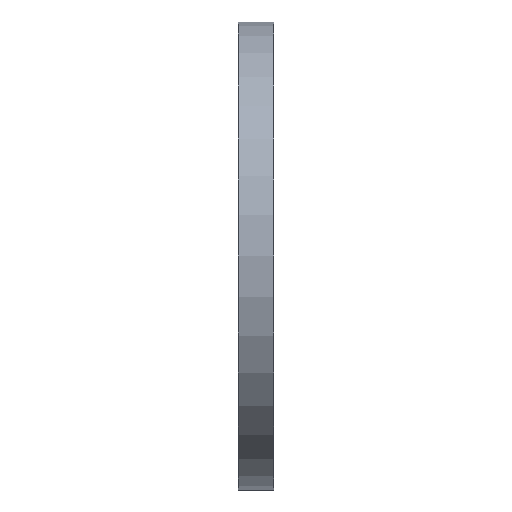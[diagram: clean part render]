
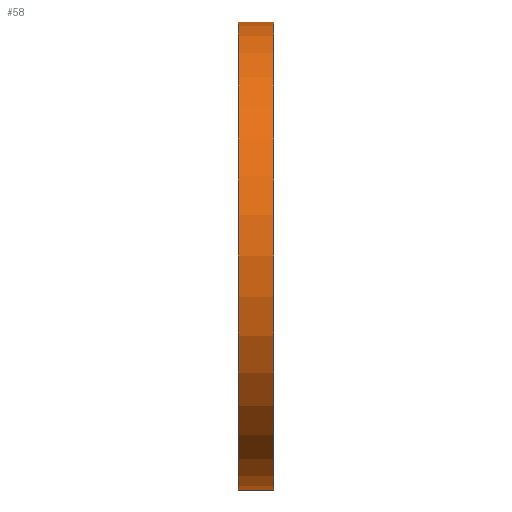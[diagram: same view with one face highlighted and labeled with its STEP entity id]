
A CAD part, left-side view. The second image highlights one B-rep face of the part: STEP entity #58.
In plain terms, the highlighted cylindrical face has radius 212.5 mm (diameter 425 mm), a partial arc.
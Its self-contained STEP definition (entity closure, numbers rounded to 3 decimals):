
#48 = CARTESIAN_POINT ( 'NONE',  ( 0., 0., -212.5 ) ) ;
#58 = ADVANCED_FACE ( 'NONE', ( #774 ), #1015, .T. ) ;
#111 = AXIS2_PLACEMENT_3D ( 'NONE', #931, #522, #684 ) ;
#132 = CARTESIAN_POINT ( 'NONE',  ( 0., 32., -212.5 ) ) ;
#153 = EDGE_LOOP ( 'NONE', ( #748, #752, #828, #239 ) ) ;
#185 = VERTEX_POINT ( 'NONE', #48 ) ;
#221 = CARTESIAN_POINT ( 'NONE',  ( 0., 0., 212.5 ) ) ;
#239 = ORIENTED_EDGE ( 'NONE', *, *, #518, .T. ) ;
#240 = DIRECTION ( 'NONE',  ( 0., -1., 0. ) ) ;
#277 = EDGE_CURVE ( 'NONE', #790, #185, #875, .T. ) ;
#320 = EDGE_CURVE ( 'NONE', #790, #664, #994, .T. ) ;
#326 = CARTESIAN_POINT ( 'NONE',  ( 0., 32., -212.5 ) ) ;
#330 = LINE ( 'NONE', #819, #577 ) ;
#413 = DIRECTION ( 'NONE',  ( 0., -1., 0. ) ) ;
#425 = AXIS2_PLACEMENT_3D ( 'NONE', #1055, #914, #832 ) ;
#474 = CARTESIAN_POINT ( 'NONE',  ( 0., 32., 212.5 ) ) ;
#518 = EDGE_CURVE ( 'NONE', #185, #686, #946, .T. ) ;
#522 = DIRECTION ( 'NONE',  ( 0., 1., 0. ) ) ;
#577 = VECTOR ( 'NONE', #240, 1000. ) ;
#586 = VECTOR ( 'NONE', #413, 1000. ) ;
#602 = CARTESIAN_POINT ( 'NONE',  ( 0., 32., 0. ) ) ;
#645 = AXIS2_PLACEMENT_3D ( 'NONE', #602, #789, #696 ) ;
#664 = VERTEX_POINT ( 'NONE', #474 ) ;
#684 = DIRECTION ( 'NONE',  ( 0., 0., 1. ) ) ;
#686 = VERTEX_POINT ( 'NONE', #221 ) ;
#696 = DIRECTION ( 'NONE',  ( 0., 0., -1. ) ) ;
#748 = ORIENTED_EDGE ( 'NONE', *, *, #839, .F. ) ;
#752 = ORIENTED_EDGE ( 'NONE', *, *, #320, .F. ) ;
#774 = FACE_OUTER_BOUND ( 'NONE', #153, .T. ) ;
#789 = DIRECTION ( 'NONE',  ( 0., -1., 0. ) ) ;
#790 = VERTEX_POINT ( 'NONE', #326 ) ;
#819 = CARTESIAN_POINT ( 'NONE',  ( 0., 32., 212.5 ) ) ;
#828 = ORIENTED_EDGE ( 'NONE', *, *, #277, .T. ) ;
#832 = DIRECTION ( 'NONE',  ( 0., 0., 1. ) ) ;
#839 = EDGE_CURVE ( 'NONE', #664, #686, #330, .T. ) ;
#875 = LINE ( 'NONE', #132, #586 ) ;
#914 = DIRECTION ( 'NONE',  ( 0., 1., 0. ) ) ;
#931 = CARTESIAN_POINT ( 'NONE',  ( 0., 0., 0. ) ) ;
#946 = CIRCLE ( 'NONE', #111, 212.5 ) ;
#994 = CIRCLE ( 'NONE', #425, 212.5 ) ;
#1015 = CYLINDRICAL_SURFACE ( 'NONE', #645, 212.5 ) ;
#1055 = CARTESIAN_POINT ( 'NONE',  ( 0., 32., 0. ) ) ;
